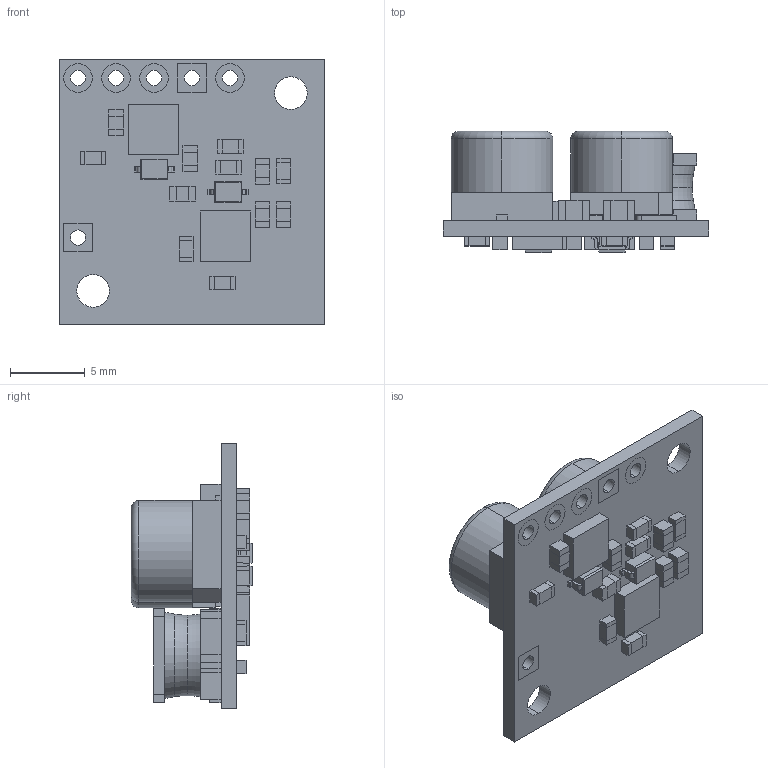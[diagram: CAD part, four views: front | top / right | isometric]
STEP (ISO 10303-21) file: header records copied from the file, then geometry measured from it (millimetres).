
FILE_DESCRIPTION (( 'STEP AP214' ), '1' );
FILE_NAME ('5V 2.5A STEP-DOWN D24V22F5.STEP', '2025-08-18T21:10:07', ( '' ), ( '' ), 'SwSTEP 2.0', 'SolidWorks 2021', '' );
FILE_SCHEMA (( 'AUTOMOTIVE_DESIGN' ));
Length unit declared in the file: millimetre
Products named in the file (1): 5V 2.5A STEP-DOWN D24V22F5
Bounding box: 17.78 x 8.12 x 17.78 mm (x, y, z)
Volume: 962.7 mm3; surface area: 1980.1 mm2
Topology: 81 solids, 81 shells, 592 faces, 1266 edges, 838 vertices
Faces by surface type: plane 520, cylinder 60, torus 8, cone 4
Entity records: 16558 total; most frequent: CARTESIAN_POINT 2697, DIRECTION 2594, ORIENTED_EDGE 2532, EDGE_CURVE 1266, VECTOR 1124, LINE 1124, VERTEX_POINT 838, AXIS2_PLACEMENT_3D 735
